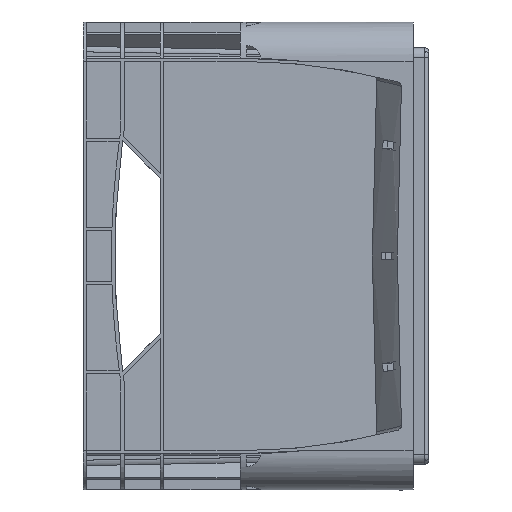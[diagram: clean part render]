
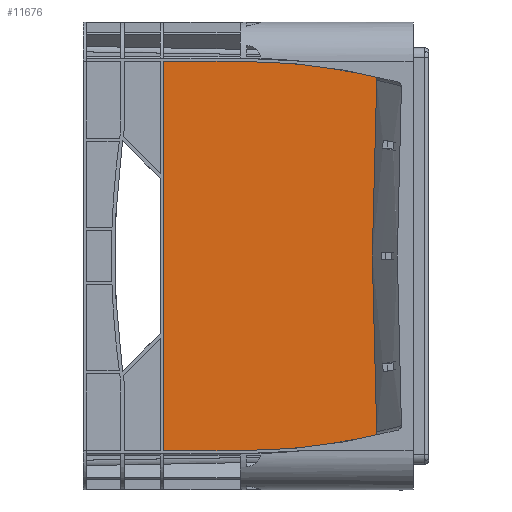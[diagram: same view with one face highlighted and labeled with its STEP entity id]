
A CAD part, left-side view. The second image highlights one B-rep face of the part: STEP entity #11676.
In plain terms, the highlighted planar face has unit normal (-1, -0.021, 0).
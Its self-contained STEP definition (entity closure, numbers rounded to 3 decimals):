
#107 = CARTESIAN_POINT ( 'NONE',  ( -181.708, 34.618, 114.308 ) ) ;
#174 = CARTESIAN_POINT ( 'NONE',  ( -181.686, 33.561, -113.332 ) ) ;
#458 = DIRECTION ( 'NONE',  ( -0.02, 1., 0. ) ) ;
#541 = CARTESIAN_POINT ( 'NONE',  ( -181.711, 34.774, 114.398 ) ) ;
#999 = EDGE_CURVE ( 'NONE', #12551, #23478, #1284, .T. ) ;
#1011 = EDGE_CURVE ( 'NONE', #20065, #1497, #20503, .T. ) ;
#1284 =( BOUNDED_CURVE ( )  B_SPLINE_CURVE ( 3, ( #14352, #12135, #27333, #25406 ),
 .UNSPECIFIED., .F., .T. ) 
 B_SPLINE_CURVE_WITH_KNOTS ( ( 4, 4 ),
 ( 4.495, 4.712 ),
 .UNSPECIFIED. ) 
 CURVE ( )  GEOMETRIC_REPRESENTATION_ITEM ( )  RATIONAL_B_SPLINE_CURVE ( ( 1., 0.996, 0.996, 1. ) ) 
 REPRESENTATION_ITEM ( '' )  );
#1497 = VERTEX_POINT ( 'NONE', #3814 ) ;
#1607 = CARTESIAN_POINT ( 'NONE',  ( -182.876, 91.708, -124. ) ) ;
#1915 = VECTOR ( 'NONE', #11215, 1000. ) ;
#2244 = CARTESIAN_POINT ( 'NONE',  ( -181.708, 34.616, -114.307 ) ) ;
#2383 = CARTESIAN_POINT ( 'NONE',  ( -181.699, 34.176, -113.995 ) ) ;
#2536 = CARTESIAN_POINT ( 'NONE',  ( -181.678, 33.157, -112.331 ) ) ;
#2548 = DIRECTION ( 'NONE',  ( 0., 0., -1. ) ) ;
#2648 = CARTESIAN_POINT ( 'NONE',  ( -181.678, 33.148, -111.964 ) ) ;
#2788 = CARTESIAN_POINT ( 'NONE',  ( -181.678, 33.148, 111.964 ) ) ;
#3118 = CARTESIAN_POINT ( 'NONE',  ( -181.681, 33.301, 112.853 ) ) ;
#3130 = CARTESIAN_POINT ( 'NONE',  ( -185.381, 214.161, -124. ) ) ;
#3652 = CARTESIAN_POINT ( 'NONE',  ( -181.735, 35.957, -114.837 ) ) ;
#3752 = VERTEX_POINT ( 'NONE', #3652 ) ;
#3814 = CARTESIAN_POINT ( 'NONE',  ( -181.678, 33.148, 111.964 ) ) ;
#4341 = PLANE ( 'NONE',  #14329 ) ;
#4751 = CARTESIAN_POINT ( 'NONE',  ( -181.681, 33.301, -112.855 ) ) ;
#4967 = ORIENTED_EDGE ( 'NONE', *, *, #15135, .F. ) ;
#5151 = CARTESIAN_POINT ( 'NONE',  ( -181.754, 36.877, 0. ) ) ;
#6013 = ORIENTED_EDGE ( 'NONE', *, *, #999, .T. ) ;
#6522 = CARTESIAN_POINT ( 'NONE',  ( -184.457, 169., 124. ) ) ;
#7336 = EDGE_CURVE ( 'NONE', #29205, #12003, #22653, .T. ) ;
#7703 = CARTESIAN_POINT ( 'NONE',  ( -181.694, 33.907, 113.749 ) ) ;
#8412 = CARTESIAN_POINT ( 'NONE',  ( -183.455, 120., -124. ) ) ;
#8619 = CARTESIAN_POINT ( 'NONE',  ( -181.678, 33.139, -112.147 ) ) ;
#8775 = CARTESIAN_POINT ( 'NONE',  ( -181.684, 33.464, -113.18 ) ) ;
#9151 =( BOUNDED_CURVE ( )  B_SPLINE_CURVE ( 3, ( #28226, #10647, #1607, #8412 ),
 .UNSPECIFIED., .F., .T. ) 
 B_SPLINE_CURVE_WITH_KNOTS ( ( 4, 4 ),
 ( 4.495, 4.712 ),
 .UNSPECIFIED. ) 
 CURVE ( )  GEOMETRIC_REPRESENTATION_ITEM ( )  RATIONAL_B_SPLINE_CURVE ( ( 1., 0.996, 0.996, 1. ) ) 
 REPRESENTATION_ITEM ( '' )  );
#9212 = CARTESIAN_POINT ( 'NONE',  ( -181.702, 34.318, -114.105 ) ) ;
#9297 = CARTESIAN_POINT ( 'NONE',  ( -185.381, 214.161, 124. ) ) ;
#9439 = LINE ( 'NONE', #9297, #1915 ) ;
#10647 = CARTESIAN_POINT ( 'NONE',  ( -182.301, 63.584, -120.934 ) ) ;
#10878 = ORIENTED_EDGE ( 'NONE', *, *, #7336, .T. ) ;
#10987 = CARTESIAN_POINT ( 'NONE',  ( -181.735, 35.957, -114.837 ) ) ;
#11051 = ORIENTED_EDGE ( 'NONE', *, *, #20842, .T. ) ;
#11215 = DIRECTION ( 'NONE',  ( -0.02, 1., 0. ) ) ;
#11676 = ADVANCED_FACE ( 'NONE', ( #26678 ), #4341, .F. ) ;
#11956 = CARTESIAN_POINT ( 'NONE',  ( -181.728, 35.601, 114.758 ) ) ;
#12003 = VERTEX_POINT ( 'NONE', #13066 ) ;
#12135 = CARTESIAN_POINT ( 'NONE',  ( -182.301, 63.584, 120.934 ) ) ;
#12551 = VERTEX_POINT ( 'NONE', #16707 ) ;
#12747 = EDGE_LOOP ( 'NONE', ( #25131, #15198, #6013, #13555, #10878, #27494, #4967, #11051 ) ) ;
#13066 = CARTESIAN_POINT ( 'NONE',  ( -184.457, 169., -124. ) ) ;
#13516 = CARTESIAN_POINT ( 'NONE',  ( -181.721, 35.261, -114.64 ) ) ;
#13555 = ORIENTED_EDGE ( 'NONE', *, *, #24740, .T. ) ;
#13909 = CARTESIAN_POINT ( 'NONE',  ( -181.716, 35.013, 74.64 ) ) ;
#14329 = AXIS2_PLACEMENT_3D ( 'NONE', #22387, #17671, #20025 ) ;
#14352 = CARTESIAN_POINT ( 'NONE',  ( -181.735, 35.957, 114.837 ) ) ;
#14503 = CARTESIAN_POINT ( 'NONE',  ( -181.716, 35.013, -74.64 ) ) ;
#15135 = EDGE_CURVE ( 'NONE', #3752, #28944, #9151, .T. ) ;
#15198 = ORIENTED_EDGE ( 'NONE', *, *, #19820, .T. ) ;
#15769 = CARTESIAN_POINT ( 'NONE',  ( -183.455, 120., -124. ) ) ;
#16707 = CARTESIAN_POINT ( 'NONE',  ( -181.735, 35.957, 114.837 ) ) ;
#17645 = CARTESIAN_POINT ( 'NONE',  ( -181.678, 33.148, -111.964 ) ) ;
#17671 = DIRECTION ( 'NONE',  ( 1., 0.02, 0. ) ) ;
#18164 = CARTESIAN_POINT ( 'NONE',  ( -181.702, 34.318, 114.105 ) ) ;
#18367 = LINE ( 'NONE', #3130, #18428 ) ;
#18428 = VECTOR ( 'NONE', #458, 1000. ) ;
#18607 = CARTESIAN_POINT ( 'NONE',  ( -181.735, 35.957, 114.837 ) ) ;
#18661 = CARTESIAN_POINT ( 'NONE',  ( -181.678, 33.157, 112.327 ) ) ;
#18943 = CARTESIAN_POINT ( 'NONE',  ( -181.686, 33.561, 113.332 ) ) ;
#19225 = CARTESIAN_POINT ( 'NONE',  ( -181.678, 33.148, 111.964 ) ) ;
#19820 = EDGE_CURVE ( 'NONE', #1497, #12551, #28251, .T. ) ;
#20025 = DIRECTION ( 'NONE',  ( -0.02, 1., 0. ) ) ;
#20065 = VERTEX_POINT ( 'NONE', #20358 ) ;
#20358 = CARTESIAN_POINT ( 'NONE',  ( -181.678, 33.148, -111.964 ) ) ;
#20432 = CARTESIAN_POINT ( 'NONE',  ( -181.691, 33.784, -113.617 ) ) ;
#20503 = B_SPLINE_CURVE_WITH_KNOTS ( 'NONE', 3,
 ( #2648, #14503, #5151, #13909, #2788 ),
 .UNSPECIFIED., .F., .F.,
 ( 4, 1, 4 ),
 ( 0.004, 0.116, 0.228 ),
 .UNSPECIFIED. ) ;
#20556 = CARTESIAN_POINT ( 'NONE',  ( -183.455, 120., 124. ) ) ;
#20842 = EDGE_CURVE ( 'NONE', #3752, #20065, #27161, .T. ) ;
#20903 = EDGE_CURVE ( 'NONE', #28944, #12003, #18367, .T. ) ;
#21155 = CARTESIAN_POINT ( 'NONE',  ( -181.684, 33.462, 113.177 ) ) ;
#21884 = VECTOR ( 'NONE', #2548, 1000. ) ;
#22387 = CARTESIAN_POINT ( 'NONE',  ( -180.924, -3.701, 0. ) ) ;
#22504 = CARTESIAN_POINT ( 'NONE',  ( -181.694, 33.909, -113.751 ) ) ;
#22642 = CARTESIAN_POINT ( 'NONE',  ( -181.728, 35.601, -114.758 ) ) ;
#22653 = LINE ( 'NONE', #25018, #21884 ) ;
#22791 = CARTESIAN_POINT ( 'NONE',  ( -181.68, 33.238, -112.683 ) ) ;
#23478 = VERTEX_POINT ( 'NONE', #20556 ) ;
#24740 = EDGE_CURVE ( 'NONE', #23478, #29205, #9439, .T. ) ;
#24808 = CARTESIAN_POINT ( 'NONE',  ( -181.721, 35.257, 114.638 ) ) ;
#25018 = CARTESIAN_POINT ( 'NONE',  ( -184.457, 169., 124. ) ) ;
#25131 = ORIENTED_EDGE ( 'NONE', *, *, #1011, .T. ) ;
#25406 = CARTESIAN_POINT ( 'NONE',  ( -183.455, 120., 124. ) ) ;
#25734 = CARTESIAN_POINT ( 'NONE',  ( -181.699, 34.173, 113.993 ) ) ;
#26678 = FACE_OUTER_BOUND ( 'NONE', #12747, .T. ) ;
#27161 = B_SPLINE_CURVE_WITH_KNOTS ( 'NONE', 3,
 ( #10987, #22642, #13516, #29005, #2244, #9212, #2383, #22504, #20432, #174, #8775, #4751, #22791, #2536, #8619, #17645 ),
 .UNSPECIFIED., .F., .F.,
 ( 4, 2, 2, 2, 2, 2, 2, 4 ),
 ( 0., 0.001, 0.002, 0.002, 0.003, 0.003, 0.004, 0.004 ),
 .UNSPECIFIED. ) ;
#27333 = CARTESIAN_POINT ( 'NONE',  ( -182.876, 91.708, 124. ) ) ;
#27494 = ORIENTED_EDGE ( 'NONE', *, *, #20903, .F. ) ;
#27668 = CARTESIAN_POINT ( 'NONE',  ( -181.68, 33.237, 112.679 ) ) ;
#27944 = CARTESIAN_POINT ( 'NONE',  ( -181.691, 33.784, 113.618 ) ) ;
#28226 = CARTESIAN_POINT ( 'NONE',  ( -181.735, 35.957, -114.837 ) ) ;
#28227 = CARTESIAN_POINT ( 'NONE',  ( -181.678, 33.139, 112.147 ) ) ;
#28251 = B_SPLINE_CURVE_WITH_KNOTS ( 'NONE', 3,
 ( #19225, #28227, #18661, #27668, #3118, #21155, #18943, #27944, #7703, #25734, #18164, #107, #541, #24808, #11956, #18607 ),
 .UNSPECIFIED., .F., .F.,
 ( 4, 2, 2, 2, 2, 2, 2, 4 ),
 ( 0., 0.001, 0.001, 0.002, 0.002, 0.003, 0.003, 0.004 ),
 .UNSPECIFIED. ) ;
#28944 = VERTEX_POINT ( 'NONE', #15769 ) ;
#29005 = CARTESIAN_POINT ( 'NONE',  ( -181.711, 34.775, -114.398 ) ) ;
#29205 = VERTEX_POINT ( 'NONE', #6522 ) ;
